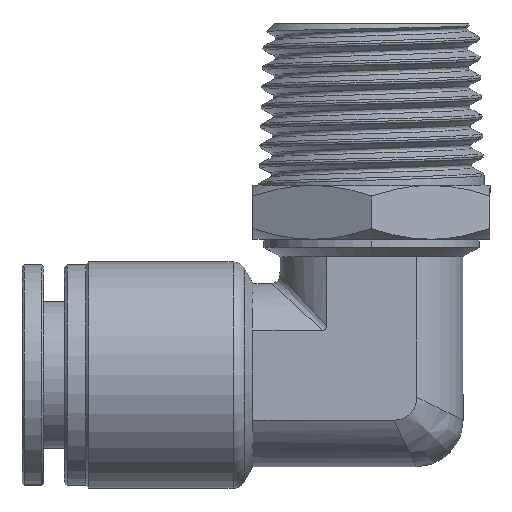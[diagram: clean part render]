
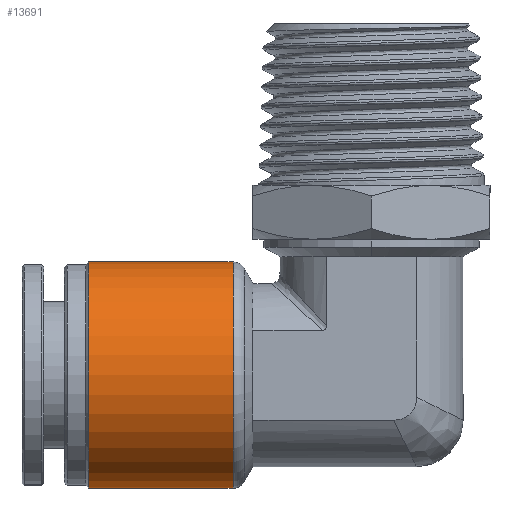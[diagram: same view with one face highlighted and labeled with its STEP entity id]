
A CAD part, left-side view. The second image highlights one B-rep face of the part: STEP entity #13691.
In plain terms, the highlighted cylindrical face has radius 10.5 mm (diameter 21 mm), a partial arc.
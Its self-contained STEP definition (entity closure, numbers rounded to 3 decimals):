
#243 = CIRCLE ( 'NONE', #3929, 10.5 ) ;
#915 = VERTEX_POINT ( 'NONE', #14444 ) ;
#1498 = DIRECTION ( 'NONE',  ( 0., -1., 0. ) ) ;
#2211 = DIRECTION ( 'NONE',  ( 0., 0., -1. ) ) ;
#3929 = AXIS2_PLACEMENT_3D ( 'NONE', #34946, #18515, #2211 ) ;
#4407 = LINE ( 'NONE', #20535, #26202 ) ;
#5100 = CARTESIAN_POINT ( 'NONE',  ( 0., 12.2, 10.5 ) ) ;
#5270 = DIRECTION ( 'NONE',  ( 0., 0., -1. ) ) ;
#5591 = DIRECTION ( 'NONE',  ( 0., -1., 0. ) ) ;
#7776 = DIRECTION ( 'NONE',  ( 0., -1., 0. ) ) ;
#7973 = AXIS2_PLACEMENT_3D ( 'NONE', #21646, #13203, #5270 ) ;
#10115 = EDGE_LOOP ( 'NONE', ( #28279, #31850, #27555, #23696 ) ) ;
#11849 = AXIS2_PLACEMENT_3D ( 'NONE', #21957, #5591, #24715 ) ;
#12068 = FACE_OUTER_BOUND ( 'NONE', #10115, .T. ) ;
#13203 = DIRECTION ( 'NONE',  ( 0., -1., 0. ) ) ;
#13691 = ADVANCED_FACE ( 'NONE', ( #12068 ), #15906, .T. ) ;
#14444 = CARTESIAN_POINT ( 'NONE',  ( 0., -1.451, -10.5 ) ) ;
#15906 = CYLINDRICAL_SURFACE ( 'NONE', #7973, 10.5 ) ;
#18515 = DIRECTION ( 'NONE',  ( 0., 1., 0. ) ) ;
#20535 = CARTESIAN_POINT ( 'NONE',  ( 0., 12.2, -10.5 ) ) ;
#21241 = CIRCLE ( 'NONE', #11849, 10.5 ) ;
#21646 = CARTESIAN_POINT ( 'NONE',  ( 0., 12.2, 0. ) ) ;
#21723 = EDGE_CURVE ( 'NONE', #28837, #33591, #25908, .T. ) ;
#21957 = CARTESIAN_POINT ( 'NONE',  ( 0., 11.95, 0. ) ) ;
#23696 = ORIENTED_EDGE ( 'NONE', *, *, #33456, .T. ) ;
#24505 = EDGE_CURVE ( 'NONE', #28039, #915, #4407, .T. ) ;
#24715 = DIRECTION ( 'NONE',  ( 0., 0., 1. ) ) ;
#25036 = VECTOR ( 'NONE', #7776, 1000. ) ;
#25908 = LINE ( 'NONE', #5100, #25036 ) ;
#26202 = VECTOR ( 'NONE', #1498, 1000. ) ;
#26960 = EDGE_CURVE ( 'NONE', #28837, #28039, #21241, .T. ) ;
#27555 = ORIENTED_EDGE ( 'NONE', *, *, #24505, .T. ) ;
#28039 = VERTEX_POINT ( 'NONE', #34026 ) ;
#28279 = ORIENTED_EDGE ( 'NONE', *, *, #21723, .F. ) ;
#28837 = VERTEX_POINT ( 'NONE', #29304 ) ;
#29304 = CARTESIAN_POINT ( 'NONE',  ( 0., 11.95, 10.5 ) ) ;
#29993 = CARTESIAN_POINT ( 'NONE',  ( 0., -1.451, 10.5 ) ) ;
#31850 = ORIENTED_EDGE ( 'NONE', *, *, #26960, .T. ) ;
#33456 = EDGE_CURVE ( 'NONE', #915, #33591, #243, .T. ) ;
#33591 = VERTEX_POINT ( 'NONE', #29993 ) ;
#34026 = CARTESIAN_POINT ( 'NONE',  ( 0., 11.95, -10.5 ) ) ;
#34946 = CARTESIAN_POINT ( 'NONE',  ( 0., -1.451, 0. ) ) ;
